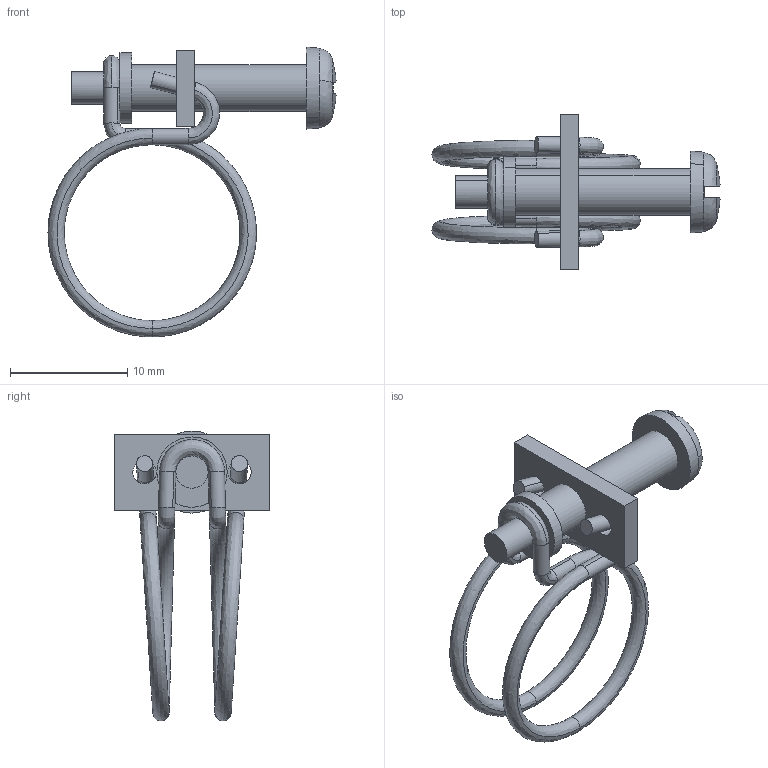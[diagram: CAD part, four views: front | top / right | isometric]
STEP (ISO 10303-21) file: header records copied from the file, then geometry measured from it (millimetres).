
FILE_DESCRIPTION((''),'2;1');
FILE_NAME('','2009-05-18T09:48:55',(''),(''),'','CADfix','');
FILE_SCHEMA(('AUTOMOTIVE_DESIGN { 1 0 10303 214 1 1 1 1 }'));
Length unit declared in the file: millimetre
Bounding box: 24.6 x 13.3 x 24.75 mm (x, y, z)
Volume: 645.5 mm3; surface area: 1302.3 mm2
Topology: 3 solids, 3 shells, 83 faces, 287 edges, 213 vertices
Faces by surface type: bspline 83
Entity records: 5950 total; most frequent: CARTESIAN_POINT 4229, ORIENTED_EDGE 574, EDGE_CURVE 287, VERTEX_POINT 213, B_SPLINE_CURVE_WITH_KNOTS 213, EDGE_LOOP 92, FACE_OUTER_BOUND 83, ADVANCED_FACE 83
